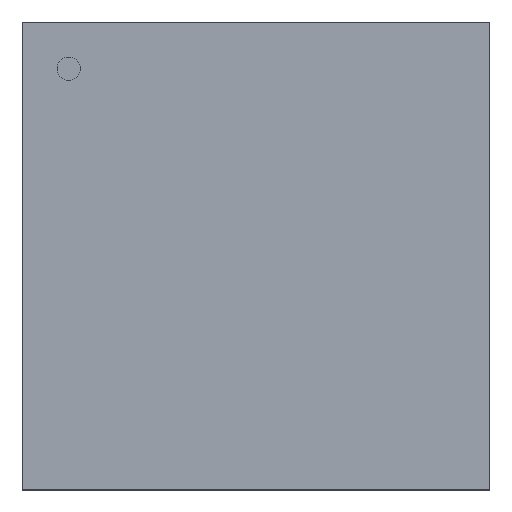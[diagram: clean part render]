
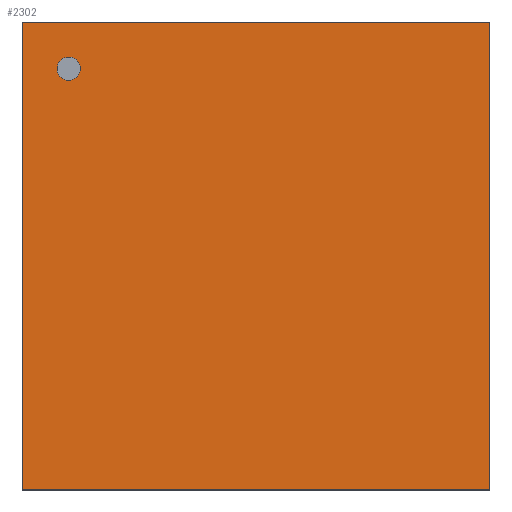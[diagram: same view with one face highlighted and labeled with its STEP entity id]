
A CAD part, top view. The second image highlights one B-rep face of the part: STEP entity #2302.
In plain terms, the highlighted planar face has unit normal (0, 0, 1).
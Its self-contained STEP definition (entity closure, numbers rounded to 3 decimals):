
#2078=CARTESIAN_POINT('',(5.08,-5.08,0.61));
#2077=VERTEX_POINT('',#2078);
#2088=CARTESIAN_POINT('',(-5.08,-5.08,0.61));
#2087=VERTEX_POINT('',#2088);
#2086=EDGE_CURVE('',#2087,#2077,#2091,.T.);
#2091=LINE('',#2088,#2093);
#2093=VECTOR('',#2094,10.16);
#2094=DIRECTION('',(1.0,0.0,0.0));
#2127=CARTESIAN_POINT('',(5.08,5.08,0.61));
#2126=VERTEX_POINT('',#2127);
#2135=EDGE_CURVE('',#2077,#2126,#2140,.T.);
#2140=LINE('',#2078,#2142);
#2142=VECTOR('',#2143,10.16);
#2143=DIRECTION('',(0.0,1.0,0.0));
#2176=CARTESIAN_POINT('',(-5.08,5.08,0.61));
#2175=VERTEX_POINT('',#2176);
#2184=EDGE_CURVE('',#2126,#2175,#2189,.T.);
#2189=LINE('',#2127,#2191);
#2191=VECTOR('',#2192,10.16);
#2192=DIRECTION('',(-1.0,0.0,0.0));
#2233=EDGE_CURVE('',#2175,#2087,#2238,.T.);
#2238=LINE('',#2176,#2240);
#2240=VECTOR('',#2241,10.16);
#2241=DIRECTION('',(0.0,-1.0,0.0));
#2302=ADVANCED_FACE('',(#2308),#2303,.T.);
#2303=PLANE('',#2304);
#2304=AXIS2_PLACEMENT_3D('',#2305,#2306,#2307);
#2305=CARTESIAN_POINT('',(-5.08,-5.08,0.61));
#2306=DIRECTION('',(0.0,0.0,1.0));
#2307=DIRECTION('',(0.,1.,0.));
#2308=FACE_OUTER_BOUND('',#2309,.T.);
#2309=EDGE_LOOP('',(#2310,#2320,#2330,#2340));
#2310=ORIENTED_EDGE('',*,*,#2086,.T.);
#2320=ORIENTED_EDGE('',*,*,#2135,.T.);
#2330=ORIENTED_EDGE('',*,*,#2184,.T.);
#2340=ORIENTED_EDGE('',*,*,#2233,.T.);
